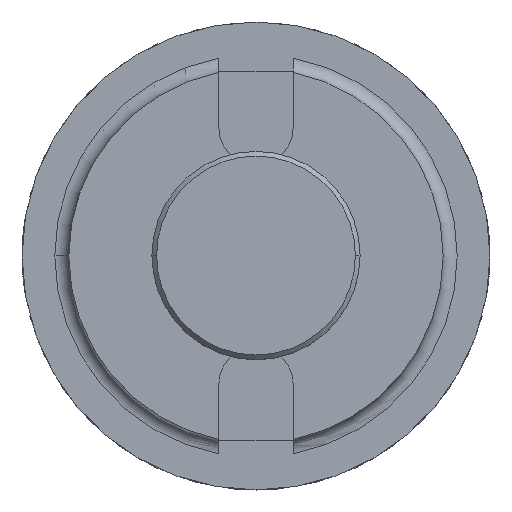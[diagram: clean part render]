
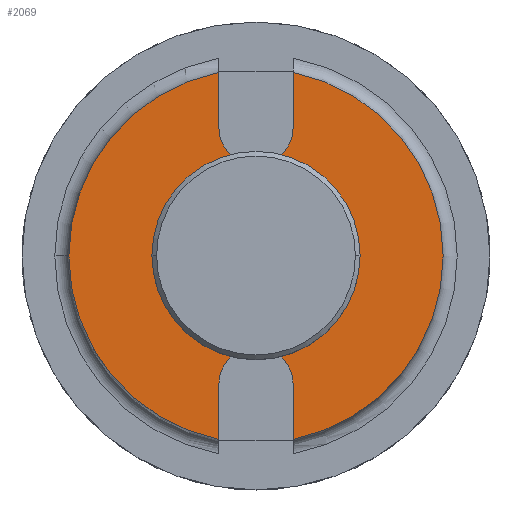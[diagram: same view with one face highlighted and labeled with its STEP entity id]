
A CAD part, top view. The second image highlights one B-rep face of the part: STEP entity #2069.
In plain terms, the highlighted planar face has unit normal (0, 0, 1).
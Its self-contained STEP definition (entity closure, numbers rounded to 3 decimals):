
#7 = LINE ( 'NONE', #2040, #449 ) ;
#28 = EDGE_CURVE ( 'NONE', #1030, #320, #1409, .T. ) ;
#59 = ORIENTED_EDGE ( 'NONE', *, *, #638, .F. ) ;
#89 = ORIENTED_EDGE ( 'NONE', *, *, #28, .F. ) ;
#100 = EDGE_CURVE ( 'NONE', #320, #631, #2433, .T. ) ;
#130 = CARTESIAN_POINT ( 'NONE',  ( 0., -27.438, 45. ) ) ;
#156 = CARTESIAN_POINT ( 'NONE',  ( 7.938, 27.438, 45. ) ) ;
#163 = EDGE_LOOP ( 'NONE', ( #2479, #1073, #59, #1316, #2321, #89, #909, #721, #1895 ) ) ;
#219 = AXIS2_PLACEMENT_3D ( 'NONE', #130, #2510, #2481 ) ;
#221 = DIRECTION ( 'NONE',  ( 0., 0., -1. ) ) ;
#238 = DIRECTION ( 'NONE',  ( -1., 0., 0. ) ) ;
#273 = FACE_BOUND ( 'NONE', #623, .T. ) ;
#320 = VERTEX_POINT ( 'NONE', #1743 ) ;
#329 = DIRECTION ( 'NONE',  ( -1., 0., 0. ) ) ;
#369 = LINE ( 'NONE', #1355, #1081 ) ;
#370 = CARTESIAN_POINT ( 'NONE',  ( -40., 0., 45. ) ) ;
#386 = CARTESIAN_POINT ( 'NONE',  ( 19.05, 0., 45. ) ) ;
#406 = VERTEX_POINT ( 'NONE', #2572 ) ;
#434 = CARTESIAN_POINT ( 'NONE',  ( 0., 0., 45. ) ) ;
#449 = VECTOR ( 'NONE', #636, 1000. ) ;
#495 = DIRECTION ( 'NONE',  ( 0., -1., 0. ) ) ;
#503 = AXIS2_PLACEMENT_3D ( 'NONE', #2090, #2300, #701 ) ;
#585 = VERTEX_POINT ( 'NONE', #1527 ) ;
#623 = EDGE_LOOP ( 'NONE', ( #1443, #657 ) ) ;
#631 = VERTEX_POINT ( 'NONE', #2497 ) ;
#636 = DIRECTION ( 'NONE',  ( 0., 1., 0. ) ) ;
#638 = EDGE_CURVE ( 'NONE', #1456, #1427, #1962, .T. ) ;
#647 = LINE ( 'NONE', #2317, #1859 ) ;
#657 = ORIENTED_EDGE ( 'NONE', *, *, #2156, .T. ) ;
#660 = CARTESIAN_POINT ( 'NONE',  ( 7.937, -53.466, 45. ) ) ;
#701 = DIRECTION ( 'NONE',  ( 1., 0., 0. ) ) ;
#721 = ORIENTED_EDGE ( 'NONE', *, *, #2469, .F. ) ;
#753 = CARTESIAN_POINT ( 'NONE',  ( 0., 0., 45. ) ) ;
#800 = AXIS2_PLACEMENT_3D ( 'NONE', #2112, #2515, #329 ) ;
#868 = VECTOR ( 'NONE', #2448, 1000. ) ;
#897 = DIRECTION ( 'NONE',  ( -1., 0., 0. ) ) ;
#909 = ORIENTED_EDGE ( 'NONE', *, *, #1229, .F. ) ;
#911 = CARTESIAN_POINT ( 'NONE',  ( 0., 0., 45. ) ) ;
#942 = DIRECTION ( 'NONE',  ( -1., 0., 0. ) ) ;
#945 = AXIS2_PLACEMENT_3D ( 'NONE', #753, #2148, #942 ) ;
#996 = CARTESIAN_POINT ( 'NONE',  ( 7.938, -39.205, 45. ) ) ;
#1030 = VERTEX_POINT ( 'NONE', #996 ) ;
#1061 = VERTEX_POINT ( 'NONE', #1783 ) ;
#1073 = ORIENTED_EDGE ( 'NONE', *, *, #2135, .F. ) ;
#1079 = CIRCLE ( 'NONE', #1883, 19.05 ) ;
#1081 = VECTOR ( 'NONE', #1561, 1000. ) ;
#1099 = DIRECTION ( 'NONE',  ( -1., 0., 0. ) ) ;
#1139 = CARTESIAN_POINT ( 'NONE',  ( -7.937, 27.438, 45. ) ) ;
#1162 = CARTESIAN_POINT ( 'NONE',  ( -7.938, -39.205, 45. ) ) ;
#1229 = EDGE_CURVE ( 'NONE', #406, #1030, #2048, .T. ) ;
#1302 = CARTESIAN_POINT ( 'NONE',  ( 0., 27.438, 45. ) ) ;
#1316 = ORIENTED_EDGE ( 'NONE', *, *, #1339, .F. ) ;
#1339 = EDGE_CURVE ( 'NONE', #631, #1456, #647, .T. ) ;
#1355 = CARTESIAN_POINT ( 'NONE',  ( -7.938, 27.438, 45. ) ) ;
#1360 = CIRCLE ( 'NONE', #1756, 19.05 ) ;
#1409 = LINE ( 'NONE', #660, #868 ) ;
#1427 = VERTEX_POINT ( 'NONE', #370 ) ;
#1443 = ORIENTED_EDGE ( 'NONE', *, *, #2171, .T. ) ;
#1456 = VERTEX_POINT ( 'NONE', #1162 ) ;
#1527 = CARTESIAN_POINT ( 'NONE',  ( -19.05, 0., 45. ) ) ;
#1529 = DIRECTION ( 'NONE',  ( 0., 0., -1. ) ) ;
#1550 = FACE_OUTER_BOUND ( 'NONE', #163, .T. ) ;
#1561 = DIRECTION ( 'NONE',  ( 0., -1., 0. ) ) ;
#1661 = EDGE_CURVE ( 'NONE', #1061, #2161, #369, .T. ) ;
#1677 = DIRECTION ( 'NONE',  ( 0., 0., 1. ) ) ;
#1682 = VERTEX_POINT ( 'NONE', #156 ) ;
#1733 = CIRCLE ( 'NONE', #800, 40. ) ;
#1743 = CARTESIAN_POINT ( 'NONE',  ( 7.938, -27.438, 45. ) ) ;
#1756 = AXIS2_PLACEMENT_3D ( 'NONE', #2487, #1893, #897 ) ;
#1783 = CARTESIAN_POINT ( 'NONE',  ( -7.938, 39.205, 45. ) ) ;
#1859 = VECTOR ( 'NONE', #495, 1000. ) ;
#1883 = AXIS2_PLACEMENT_3D ( 'NONE', #911, #1529, #1099 ) ;
#1893 = DIRECTION ( 'NONE',  ( 0., 0., -1. ) ) ;
#1895 = ORIENTED_EDGE ( 'NONE', *, *, #2512, .F. ) ;
#1918 = PLANE ( 'NONE',  #503 ) ;
#1962 = CIRCLE ( 'NONE', #945, 40. ) ;
#2040 = CARTESIAN_POINT ( 'NONE',  ( 7.937, 53.466, 45. ) ) ;
#2048 = CIRCLE ( 'NONE', #2124, 40. ) ;
#2069 = ADVANCED_FACE ( 'NONE', ( #1550, #273 ), #1918, .T. ) ;
#2090 = CARTESIAN_POINT ( 'NONE',  ( 0., 40., 45. ) ) ;
#2112 = CARTESIAN_POINT ( 'NONE',  ( 0., 0., 45. ) ) ;
#2124 = AXIS2_PLACEMENT_3D ( 'NONE', #434, #221, #238 ) ;
#2135 = EDGE_CURVE ( 'NONE', #1427, #1061, #1733, .T. ) ;
#2148 = DIRECTION ( 'NONE',  ( 0., 0., -1. ) ) ;
#2156 = EDGE_CURVE ( 'NONE', #2248, #585, #1079, .T. ) ;
#2161 = VERTEX_POINT ( 'NONE', #1139 ) ;
#2171 = EDGE_CURVE ( 'NONE', #585, #2248, #1360, .T. ) ;
#2248 = VERTEX_POINT ( 'NONE', #386 ) ;
#2300 = DIRECTION ( 'NONE',  ( 0., 0., 1. ) ) ;
#2317 = CARTESIAN_POINT ( 'NONE',  ( -7.938, -27.438, 45. ) ) ;
#2321 = ORIENTED_EDGE ( 'NONE', *, *, #100, .F. ) ;
#2433 = CIRCLE ( 'NONE', #219, 7.938 ) ;
#2448 = DIRECTION ( 'NONE',  ( 0., 1., 0. ) ) ;
#2469 = EDGE_CURVE ( 'NONE', #1682, #406, #7, .T. ) ;
#2473 = DIRECTION ( 'NONE',  ( -1., 0., 0. ) ) ;
#2479 = ORIENTED_EDGE ( 'NONE', *, *, #1661, .F. ) ;
#2481 = DIRECTION ( 'NONE',  ( 1., 0., 0. ) ) ;
#2487 = CARTESIAN_POINT ( 'NONE',  ( 0., 0., 45. ) ) ;
#2490 = AXIS2_PLACEMENT_3D ( 'NONE', #1302, #1677, #2473 ) ;
#2497 = CARTESIAN_POINT ( 'NONE',  ( -7.938, -27.438, 45. ) ) ;
#2510 = DIRECTION ( 'NONE',  ( 0., 0., 1. ) ) ;
#2512 = EDGE_CURVE ( 'NONE', #2161, #1682, #2513, .T. ) ;
#2513 = CIRCLE ( 'NONE', #2490, 7.938 ) ;
#2515 = DIRECTION ( 'NONE',  ( 0., 0., -1. ) ) ;
#2572 = CARTESIAN_POINT ( 'NONE',  ( 7.938, 39.205, 45. ) ) ;
